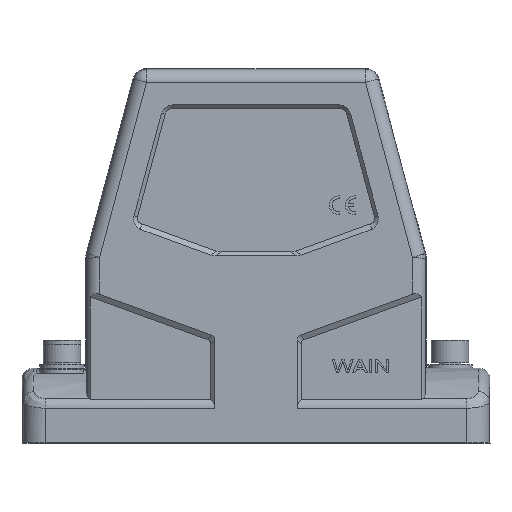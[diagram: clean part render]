
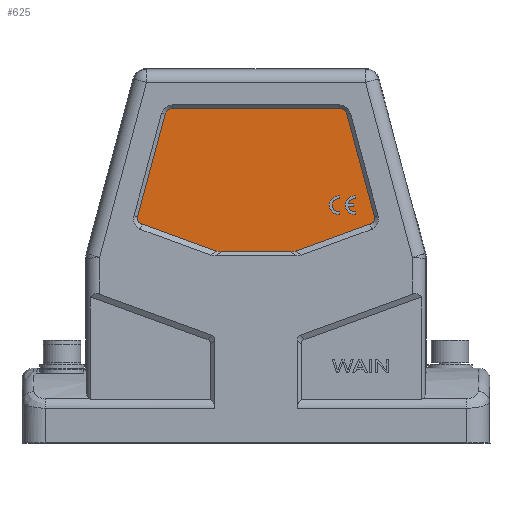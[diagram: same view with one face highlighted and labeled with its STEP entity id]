
A CAD part, top view. The second image highlights one B-rep face of the part: STEP entity #625.
In plain terms, the highlighted planar face has unit normal (0, 0, 1).
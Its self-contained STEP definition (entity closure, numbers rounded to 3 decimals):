
#204=FACE_BOUND('',#1959,.T.);
#205=FACE_BOUND('',#1960,.T.);
#206=FACE_BOUND('',#1961,.T.);
#366=PLANE('',#9758);
#625=ADVANCED_FACE('',(#204,#205,#206),#366,.T.);
#1959=EDGE_LOOP('',(#4373,#4374,#4375,#4376));
#1960=EDGE_LOOP('',(#4377,#4378,#4379,#4380,#4381,#4382,#4383,#4384));
#1961=EDGE_LOOP('',(#4385,#4386,#4387,#4388,#4389,#4390,#4391,#4392,#4393,
#4394,#4395,#4396));
#2571=CIRCLE('',#9725,2.);
#2573=CIRCLE('',#9729,2.);
#2576=CIRCLE('',#9735,1.746);
#2578=CIRCLE('',#9739,2.5);
#2580=CIRCLE('',#9743,1.746);
#2583=CIRCLE('',#9753,1.746);
#2584=CIRCLE('',#9756,2.5);
#2904=LINE('',#13241,#3553);
#2906=LINE('',#13295,#3555);
#2907=LINE('',#13306,#3556);
#2908=LINE('',#13327,#3557);
#2911=LINE('',#13377,#3560);
#2918=LINE('',#13396,#3567);
#2922=LINE('',#13408,#3571);
#2926=LINE('',#13420,#3575);
#2929=LINE('',#13426,#3578);
#2931=LINE('',#13429,#3580);
#2936=LINE('',#13445,#3585);
#2939=LINE('',#13453,#3588);
#2940=LINE('',#13457,#3589);
#3553=VECTOR('',#10646,1.);
#3555=VECTOR('',#10650,1.);
#3556=VECTOR('',#10659,1.);
#3557=VECTOR('',#10668,1.);
#3560=VECTOR('',#10673,1.);
#3567=VECTOR('',#10688,1.);
#3571=VECTOR('',#10700,1.);
#3575=VECTOR('',#10712,1.);
#3578=VECTOR('',#10717,1.);
#3580=VECTOR('',#10721,1.);
#3585=VECTOR('',#10736,1.);
#3588=VECTOR('',#10745,1.);
#3589=VECTOR('',#10752,1.);
#4373=ORIENTED_EDGE('',*,*,#7988,.F.);
#4374=ORIENTED_EDGE('',*,*,#7986,.T.);
#4375=ORIENTED_EDGE('',*,*,#7984,.F.);
#4376=ORIENTED_EDGE('',*,*,#7989,.F.);
#4377=ORIENTED_EDGE('',*,*,#7975,.F.);
#4378=ORIENTED_EDGE('',*,*,#7972,.F.);
#4379=ORIENTED_EDGE('',*,*,#7969,.T.);
#4380=ORIENTED_EDGE('',*,*,#7966,.F.);
#4381=ORIENTED_EDGE('',*,*,#7963,.F.);
#4382=ORIENTED_EDGE('',*,*,#7960,.F.);
#4383=ORIENTED_EDGE('',*,*,#7957,.T.);
#4384=ORIENTED_EDGE('',*,*,#7977,.F.);
#4385=ORIENTED_EDGE('',*,*,#7990,.F.);
#4386=ORIENTED_EDGE('',*,*,#7925,.T.);
#4387=ORIENTED_EDGE('',*,*,#7929,.F.);
#4388=ORIENTED_EDGE('',*,*,#7930,.F.);
#4389=ORIENTED_EDGE('',*,*,#7935,.F.);
#4390=ORIENTED_EDGE('',*,*,#7936,.F.);
#4391=ORIENTED_EDGE('',*,*,#7939,.F.);
#4392=ORIENTED_EDGE('',*,*,#7942,.T.);
#4393=ORIENTED_EDGE('',*,*,#7945,.T.);
#4394=ORIENTED_EDGE('',*,*,#7950,.F.);
#4395=ORIENTED_EDGE('',*,*,#7951,.T.);
#4396=ORIENTED_EDGE('',*,*,#7991,.T.);
#7033=VERTEX_POINT('',#13229);
#7034=VERTEX_POINT('',#13234);
#7036=VERTEX_POINT('',#13240);
#7037=VERTEX_POINT('',#13248);
#7040=VERTEX_POINT('',#13294);
#7041=VERTEX_POINT('',#13298);
#7043=VERTEX_POINT('',#13307);
#7045=VERTEX_POINT('',#13319);
#7047=VERTEX_POINT('',#13328);
#7050=VERTEX_POINT('',#13343);
#7051=VERTEX_POINT('',#13378);
#7053=VERTEX_POINT('',#13384);
#7056=VERTEX_POINT('',#13389);
#7057=VERTEX_POINT('',#13393);
#7059=VERTEX_POINT('',#13399);
#7061=VERTEX_POINT('',#13405);
#7063=VERTEX_POINT('',#13411);
#7065=VERTEX_POINT('',#13417);
#7067=VERTEX_POINT('',#13423);
#7073=VERTEX_POINT('',#13442);
#7074=VERTEX_POINT('',#13444);
#7075=VERTEX_POINT('',#13448);
#7076=VERTEX_POINT('',#13452);
#7077=VERTEX_POINT('',#13458);
#7925=EDGE_CURVE('',#7034,#7033,#9273,.T.);
#7929=EDGE_CURVE('',#7036,#7033,#2904,.T.);
#7930=EDGE_CURVE('',#7037,#7036,#9274,.T.);
#7935=EDGE_CURVE('',#7040,#7037,#2906,.T.);
#7936=EDGE_CURVE('',#7041,#7040,#2571,.T.);
#7939=EDGE_CURVE('',#7043,#7041,#2907,.T.);
#7942=EDGE_CURVE('',#7043,#7045,#2573,.T.);
#7945=EDGE_CURVE('',#7045,#7047,#2908,.T.);
#7950=EDGE_CURVE('',#7050,#7047,#9284,.T.);
#7951=EDGE_CURVE('',#7050,#7051,#2911,.T.);
#7957=EDGE_CURVE('',#7053,#7056,#2576,.T.);
#7960=EDGE_CURVE('',#7053,#7057,#2918,.T.);
#7963=EDGE_CURVE('',#7057,#7059,#2578,.T.);
#7966=EDGE_CURVE('',#7059,#7061,#2922,.T.);
#7969=EDGE_CURVE('',#7063,#7061,#2580,.T.);
#7972=EDGE_CURVE('',#7063,#7065,#2926,.T.);
#7975=EDGE_CURVE('',#7065,#7067,#2929,.T.);
#7977=EDGE_CURVE('',#7067,#7056,#2931,.T.);
#7984=EDGE_CURVE('',#7074,#7073,#2936,.T.);
#7986=EDGE_CURVE('',#7075,#7073,#2583,.T.);
#7988=EDGE_CURVE('',#7075,#7076,#2939,.T.);
#7989=EDGE_CURVE('',#7076,#7074,#2584,.T.);
#7990=EDGE_CURVE('',#7034,#7077,#2940,.T.);
#7991=EDGE_CURVE('',#7051,#7077,#9285,.T.);
#9273=B_SPLINE_CURVE_WITH_KNOTS('',3,(#13230,#13231,#13232,#13233),
 .UNSPECIFIED.,.F.,.F.,(4,4),(0.,1.),.UNSPECIFIED.);
#9274=B_SPLINE_CURVE_WITH_KNOTS('',3,(#13243,#13244,#13245,#13246,#13247),
 .UNSPECIFIED.,.F.,.F.,(4,1,4),(0.,0.5,1.),.UNSPECIFIED.);
#9284=B_SPLINE_CURVE_WITH_KNOTS('',3,(#13344,#13345,#13346,#13347,#13348),
 .UNSPECIFIED.,.F.,.F.,(4,1,4),(0.,0.5,1.),.UNSPECIFIED.);
#9285=B_SPLINE_CURVE_WITH_KNOTS('',3,(#13459,#13460,#13461,#13462),
 .UNSPECIFIED.,.F.,.F.,(4,4),(0.,1.),.UNSPECIFIED.);
#9725=AXIS2_PLACEMENT_3D('',#13297,#10653,#10654);
#9729=AXIS2_PLACEMENT_3D('',#13318,#10662,#10663);
#9735=AXIS2_PLACEMENT_3D('',#13390,#10682,#10683);
#9739=AXIS2_PLACEMENT_3D('',#13402,#10694,#10695);
#9743=AXIS2_PLACEMENT_3D('',#13414,#10706,#10707);
#9753=AXIS2_PLACEMENT_3D('',#13449,#10740,#10741);
#9756=AXIS2_PLACEMENT_3D('',#13455,#10748,#10749);
#9758=AXIS2_PLACEMENT_3D('',#13463,#10753,#10754);
#10646=DIRECTION('',(-0.94,-0.342,0.));
#10650=DIRECTION('',(0.259,-0.966,0.));
#10653=DIRECTION('',(0.,0.,-1.));
#10654=DIRECTION('',(0.,1.,0.));
#10659=DIRECTION('',(1.,0.,0.));
#10662=DIRECTION('',(0.,0.,1.));
#10663=DIRECTION('',(0.,1.,0.));
#10668=DIRECTION('',(-0.259,-0.966,0.));
#10673=DIRECTION('',(0.94,-0.342,0.));
#10682=DIRECTION('',(0.,0.,1.));
#10683=DIRECTION('',(0.152,0.988,0.));
#10688=DIRECTION('',(0.,1.,0.));
#10694=DIRECTION('',(0.,0.,1.));
#10695=DIRECTION('',(0.109,0.994,0.));
#10700=DIRECTION('',(0.,1.,0.));
#10706=DIRECTION('',(0.,0.,1.));
#10707=DIRECTION('',(-0.977,-0.214,0.));
#10712=DIRECTION('',(1.,0.,0.));
#10717=DIRECTION('',(0.,1.,0.));
#10721=DIRECTION('',(-1.,0.,0.));
#10736=DIRECTION('',(0.,1.,0.));
#10740=DIRECTION('',(0.,0.,1.));
#10741=DIRECTION('',(0.152,0.988,0.));
#10745=DIRECTION('',(0.,1.,0.));
#10748=DIRECTION('',(0.,0.,1.));
#10749=DIRECTION('',(0.109,0.994,0.));
#10752=DIRECTION('',(-1.,0.,0.));
#10753=DIRECTION('',(0.,0.,1.));
#10754=DIRECTION('',(1.,0.,0.));
#13229=CARTESIAN_POINT('',(10.456,51.183,27.5));
#13230=CARTESIAN_POINT('',(9.272,51.,27.5));
#13231=CARTESIAN_POINT('',(9.726,51.,27.5));
#13232=CARTESIAN_POINT('',(10.121,51.061,27.5));
#13233=CARTESIAN_POINT('',(10.456,51.183,27.5));
#13234=CARTESIAN_POINT('',(9.272,51.,27.5));
#13240=CARTESIAN_POINT('',(30.695,58.549,27.5));
#13241=CARTESIAN_POINT('',(30.695,58.549,27.5));
#13243=CARTESIAN_POINT('',(31.631,60.347,27.5));
#13244=CARTESIAN_POINT('',(31.727,59.989,27.5));
#13245=CARTESIAN_POINT('',(31.64,59.2,27.5));
#13246=CARTESIAN_POINT('',(31.043,58.677,27.5));
#13247=CARTESIAN_POINT('',(30.695,58.549,27.5));
#13248=CARTESIAN_POINT('',(31.631,60.347,27.5));
#13294=CARTESIAN_POINT('',(24.275,87.799,27.5));
#13295=CARTESIAN_POINT('',(24.275,87.799,27.5));
#13297=CARTESIAN_POINT('',(22.343,87.282,27.5));
#13298=CARTESIAN_POINT('',(22.343,89.282,27.5));
#13306=CARTESIAN_POINT('',(-22.344,89.282,27.5));
#13307=CARTESIAN_POINT('',(-22.344,89.282,27.5));
#13318=CARTESIAN_POINT('',(-22.343,87.282,27.5));
#13319=CARTESIAN_POINT('',(-24.275,87.8,27.5));
#13327=CARTESIAN_POINT('',(-24.275,87.799,27.5));
#13328=CARTESIAN_POINT('',(-31.631,60.347,27.5));
#13343=CARTESIAN_POINT('',(-30.695,58.549,27.5));
#13344=CARTESIAN_POINT('',(-30.695,58.549,27.5));
#13345=CARTESIAN_POINT('',(-31.043,58.677,27.5));
#13346=CARTESIAN_POINT('',(-31.64,59.2,27.5));
#13347=CARTESIAN_POINT('',(-31.727,59.989,27.5));
#13348=CARTESIAN_POINT('',(-31.631,60.347,27.5));
#13377=CARTESIAN_POINT('',(-30.695,58.549,27.5));
#13378=CARTESIAN_POINT('',(-10.456,51.183,27.5));
#13384=CARTESIAN_POINT('',(26.608,65.23,27.5));
#13389=CARTESIAN_POINT('',(24.639,63.887,27.5));
#13390=CARTESIAN_POINT('',(26.343,63.504,27.5));
#13393=CARTESIAN_POINT('',(26.608,65.994,27.5));
#13396=CARTESIAN_POINT('',(26.608,65.23,27.5));
#13399=CARTESIAN_POINT('',(26.608,61.024,27.5));
#13402=CARTESIAN_POINT('',(26.335,63.509,27.5));
#13405=CARTESIAN_POINT('',(26.608,61.778,27.5));
#13408=CARTESIAN_POINT('',(26.608,61.024,27.5));
#13411=CARTESIAN_POINT('',(24.637,63.131,27.5));
#13414=CARTESIAN_POINT('',(26.343,63.504,27.5));
#13417=CARTESIAN_POINT('',(26.092,63.131,27.5));
#13420=CARTESIAN_POINT('',(24.637,63.131,27.5));
#13423=CARTESIAN_POINT('',(26.092,63.887,27.5));
#13426=CARTESIAN_POINT('',(26.092,63.131,27.5));
#13429=CARTESIAN_POINT('',(26.092,63.887,27.5));
#13442=CARTESIAN_POINT('',(22.367,61.783,27.5));
#13444=CARTESIAN_POINT('',(22.367,61.028,27.5));
#13445=CARTESIAN_POINT('',(22.367,61.028,27.5));
#13448=CARTESIAN_POINT('',(22.367,65.235,27.5));
#13449=CARTESIAN_POINT('',(22.102,63.509,27.5));
#13452=CARTESIAN_POINT('',(22.367,65.998,27.5));
#13453=CARTESIAN_POINT('',(22.367,65.235,27.5));
#13455=CARTESIAN_POINT('',(22.094,63.513,27.5));
#13457=CARTESIAN_POINT('',(9.272,51.,27.5));
#13458=CARTESIAN_POINT('',(-9.272,51.,27.5));
#13459=CARTESIAN_POINT('',(-10.456,51.183,27.5));
#13460=CARTESIAN_POINT('',(-10.121,51.061,27.5));
#13461=CARTESIAN_POINT('',(-9.726,51.,27.5));
#13462=CARTESIAN_POINT('',(-9.272,51.,27.5));
#13463=CARTESIAN_POINT('',(0.,0.,27.5));
